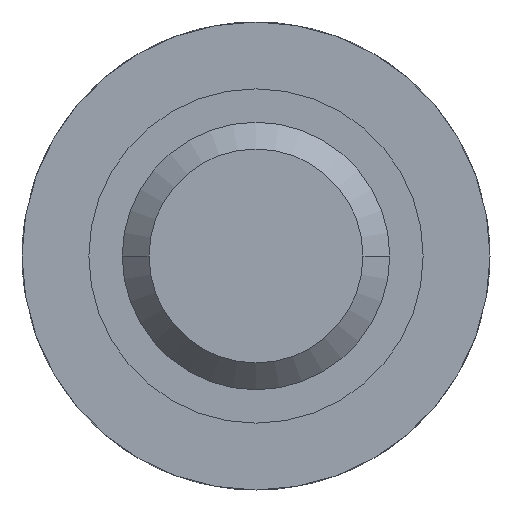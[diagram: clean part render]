
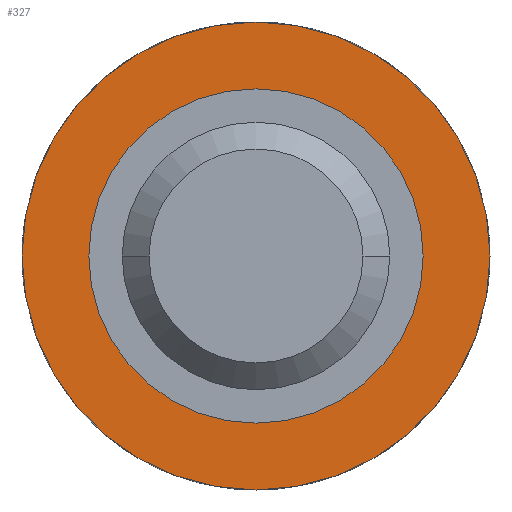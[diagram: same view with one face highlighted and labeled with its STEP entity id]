
A CAD part, front view. The second image highlights one B-rep face of the part: STEP entity #327.
In plain terms, the highlighted planar face has unit normal (0, -1, 0).
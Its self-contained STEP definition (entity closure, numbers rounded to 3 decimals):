
#66=CARTESIAN_POINT('',(0.,4.6,0.));
#67=DIRECTION('',(0.,1.,0.));
#68=DIRECTION('',(1.,0.,0.));
#69=AXIS2_PLACEMENT_3D('',#66,#67,#68);
#71=CARTESIAN_POINT('',(0.,4.6,0.));
#72=DIRECTION('',(0.,-1.,0.));
#73=DIRECTION('',(1.,0.,0.));
#74=AXIS2_PLACEMENT_3D('',#71,#72,#73);
#81=CARTESIAN_POINT('',(0.,4.6,0.));
#82=DIRECTION('',(0.,-1.,0.));
#83=DIRECTION('',(1.,0.,0.));
#84=AXIS2_PLACEMENT_3D('',#81,#82,#83);
#134=CARTESIAN_POINT('',(0.,4.6,0.));
#135=DIRECTION('',(0.,1.,0.));
#136=DIRECTION('',(1.,0.,0.));
#137=AXIS2_PLACEMENT_3D('',#134,#135,#136);
#157=CARTESIAN_POINT('',(1.25,4.6,0.));
#159=VERTEX_POINT('',#157);
#161=CARTESIAN_POINT('',(-1.25,4.6,0.));
#163=VERTEX_POINT('',#161);
#168=CARTESIAN_POINT('',(1.75,4.6,0.));
#169=CARTESIAN_POINT('',(-1.75,4.6,0.));
#170=VERTEX_POINT('',#168);
#171=VERTEX_POINT('',#169);
#312=CARTESIAN_POINT('',(0.,4.6,0.));
#313=DIRECTION('',(0.,-1.,0.));
#314=DIRECTION('',(-1.,0.,0.));
#315=AXIS2_PLACEMENT_3D('',#312,#313,#314);
#316=PLANE('',#315);
#318=ORIENTED_EDGE('',*,*,#317,.F.);
#320=ORIENTED_EDGE('',*,*,#319,.T.);
#321=EDGE_LOOP('',(#318,#320));
#322=FACE_OUTER_BOUND('',#321,.F.);
#323=ORIENTED_EDGE('',*,*,#305,.F.);
#324=ORIENTED_EDGE('',*,*,#294,.T.);
#325=EDGE_LOOP('',(#323,#324));
#326=FACE_BOUND('',#325,.F.);
#327=ADVANCED_FACE('',(#322,#326),#316,.T.);
#70=CIRCLE('',#69,1.25);
#75=CIRCLE('',#74,1.25);
#85=CIRCLE('',#84,1.75);
#138=CIRCLE('',#137,1.75);
#294=EDGE_CURVE('',#159,#163,#75,.T.);
#305=EDGE_CURVE('',#159,#163,#70,.T.);
#317=EDGE_CURVE('',#170,#171,#85,.T.);
#319=EDGE_CURVE('',#170,#171,#138,.T.);
